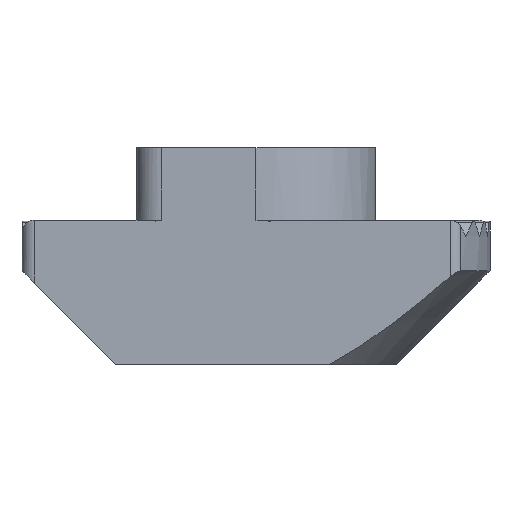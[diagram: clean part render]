
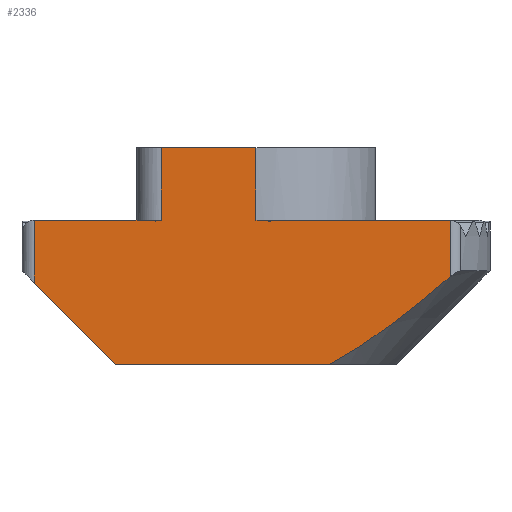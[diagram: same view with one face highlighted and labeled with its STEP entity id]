
A CAD part, front view. The second image highlights one B-rep face of the part: STEP entity #2336.
In plain terms, the highlighted planar face has unit normal (0, -1, 0).
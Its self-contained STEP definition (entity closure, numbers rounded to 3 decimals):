
#7 = EDGE_CURVE ( 'NONE', #1854, #510, #714, .T. ) ;
#48 = CARTESIAN_POINT ( 'NONE',  ( -9.5, -4.85, 5.85 ) ) ;
#53 = CARTESIAN_POINT ( 'NONE',  ( 3.445, -4.85, 0.237 ) ) ;
#112 = EDGE_CURVE ( 'NONE', #658, #179, #2152, .T. ) ;
#157 = VECTOR ( 'NONE', #1724, 1000. ) ;
#163 = VECTOR ( 'NONE', #1869, 1000. ) ;
#179 = VERTEX_POINT ( 'NONE', #1661 ) ;
#186 = CARTESIAN_POINT ( 'NONE',  ( -3.85, -4.85, 5.85 ) ) ;
#189 = EDGE_CURVE ( 'NONE', #2247, #1719, #822, .T. ) ;
#199 = ORIENTED_EDGE ( 'NONE', *, *, #1720, .F. ) ;
#231 = ORIENTED_EDGE ( 'NONE', *, *, #189, .T. ) ;
#273 = EDGE_CURVE ( 'NONE', #1738, #1854, #2058, .T. ) ;
#296 = VERTEX_POINT ( 'NONE', #186 ) ;
#325 = DIRECTION ( 'NONE',  ( 0., 1., 0. ) ) ;
#345 = EDGE_CURVE ( 'NONE', #506, #1339, #1032, .T. ) ;
#374 = EDGE_CURVE ( 'NONE', #296, #2247, #1467, .T. ) ;
#403 = ORIENTED_EDGE ( 'NONE', *, *, #374, .T. ) ;
#422 = CARTESIAN_POINT ( 'NONE',  ( -3.85, -4.85, 5.85 ) ) ;
#424 = LINE ( 'NONE', #2315, #1435 ) ;
#499 = DIRECTION ( 'NONE',  ( 1., 0., 0. ) ) ;
#506 = VERTEX_POINT ( 'NONE', #667 ) ;
#510 = VERTEX_POINT ( 'NONE', #675 ) ;
#522 = CARTESIAN_POINT ( 'NONE',  ( -9.5, -4.85, 5.85 ) ) ;
#641 = VECTOR ( 'NONE', #499, 1000. ) ;
#658 = VERTEX_POINT ( 'NONE', #1103 ) ;
#667 = CARTESIAN_POINT ( 'NONE',  ( 7.879, -4.85, 5.85 ) ) ;
#675 = CARTESIAN_POINT ( 'NONE',  ( 7.879, -4.85, 3.552 ) ) ;
#709 = ORIENTED_EDGE ( 'NONE', *, *, #1461, .T. ) ;
#714 = B_SPLINE_CURVE_WITH_KNOTS ( 'NONE', 3,
 ( #1112, #53, #1090, #1171, #1404, #1255, #1080, #1031 ),
 .UNSPECIFIED., .F., .F.,
 ( 4, 2, 2, 4 ),
 ( 0., 0.002, 0.003, 0.006 ),
 .UNSPECIFIED. ) ;
#748 = ORIENTED_EDGE ( 'NONE', *, *, #7, .T. ) ;
#803 = ORIENTED_EDGE ( 'NONE', *, *, #273, .T. ) ;
#813 = CARTESIAN_POINT ( 'NONE',  ( 2.995, -4.85, 0. ) ) ;
#822 = LINE ( 'NONE', #1311, #1271 ) ;
#917 = LINE ( 'NONE', #2232, #1832 ) ;
#955 = DIRECTION ( 'NONE',  ( 0., 0., -1. ) ) ;
#1017 = DIRECTION ( 'NONE',  ( 0., 0., 1. ) ) ;
#1031 = CARTESIAN_POINT ( 'NONE',  ( 7.879, -4.85, 3.552 ) ) ;
#1032 = LINE ( 'NONE', #48, #1951 ) ;
#1037 = DIRECTION ( 'NONE',  ( 0.707, 0., -0.707 ) ) ;
#1080 = CARTESIAN_POINT ( 'NONE',  ( 7.111, -4.85, 2.898 ) ) ;
#1090 = CARTESIAN_POINT ( 'NONE',  ( 3.876, -4.85, 0.5 ) ) ;
#1103 = CARTESIAN_POINT ( 'NONE',  ( 0., -4.85, 8.8 ) ) ;
#1112 = CARTESIAN_POINT ( 'NONE',  ( 2.995, -4.85, 0. ) ) ;
#1119 = CARTESIAN_POINT ( 'NONE',  ( -9.5, -4.85, 0. ) ) ;
#1138 = CARTESIAN_POINT ( 'NONE',  ( -9., -4.85, 3.3 ) ) ;
#1171 = CARTESIAN_POINT ( 'NONE',  ( 4.716, -4.85, 1.057 ) ) ;
#1255 = CARTESIAN_POINT ( 'NONE',  ( 6.332, -4.85, 2.258 ) ) ;
#1271 = VECTOR ( 'NONE', #1293, 1000. ) ;
#1276 = CARTESIAN_POINT ( 'NONE',  ( -9.5, -4.85, 5.9 ) ) ;
#1293 = DIRECTION ( 'NONE',  ( 0., 0., -1. ) ) ;
#1311 = CARTESIAN_POINT ( 'NONE',  ( -9., -4.85, 5.9 ) ) ;
#1327 = CARTESIAN_POINT ( 'NONE',  ( -5.7, -4.85, 0. ) ) ;
#1339 = VERTEX_POINT ( 'NONE', #1901 ) ;
#1380 = EDGE_CURVE ( 'NONE', #179, #296, #1601, .T. ) ;
#1403 = EDGE_CURVE ( 'NONE', #510, #506, #1542, .T. ) ;
#1404 = CARTESIAN_POINT ( 'NONE',  ( 5.125, -4.85, 1.351 ) ) ;
#1435 = VECTOR ( 'NONE', #1037, 1000. ) ;
#1461 = EDGE_CURVE ( 'NONE', #1719, #1738, #424, .T. ) ;
#1467 = LINE ( 'NONE', #522, #1891 ) ;
#1542 = LINE ( 'NONE', #2105, #2027 ) ;
#1550 = ORIENTED_EDGE ( 'NONE', *, *, #1380, .T. ) ;
#1597 = CARTESIAN_POINT ( 'NONE',  ( -9., -4.85, 5.85 ) ) ;
#1601 = LINE ( 'NONE', #422, #157 ) ;
#1620 = DIRECTION ( 'NONE',  ( -1., 0., 0. ) ) ;
#1633 = DIRECTION ( 'NONE',  ( 0., 0., 1. ) ) ;
#1661 = CARTESIAN_POINT ( 'NONE',  ( -3.85, -4.85, 8.8 ) ) ;
#1673 = ORIENTED_EDGE ( 'NONE', *, *, #345, .T. ) ;
#1694 = AXIS2_PLACEMENT_3D ( 'NONE', #1276, #325, #1633 ) ;
#1719 = VERTEX_POINT ( 'NONE', #1138 ) ;
#1720 = EDGE_CURVE ( 'NONE', #658, #1339, #917, .T. ) ;
#1724 = DIRECTION ( 'NONE',  ( 0., 0., -1. ) ) ;
#1738 = VERTEX_POINT ( 'NONE', #1327 ) ;
#1788 = EDGE_LOOP ( 'NONE', ( #1970, #1550, #403, #231, #709, #803, #748, #2165, #1673, #199 ) ) ;
#1832 = VECTOR ( 'NONE', #955, 1000. ) ;
#1854 = VERTEX_POINT ( 'NONE', #813 ) ;
#1869 = DIRECTION ( 'NONE',  ( -1., 0., 0. ) ) ;
#1891 = VECTOR ( 'NONE', #1620, 1000. ) ;
#1901 = CARTESIAN_POINT ( 'NONE',  ( 0., -4.85, 5.85 ) ) ;
#1937 = CARTESIAN_POINT ( 'NONE',  ( 0., -4.85, 8.8 ) ) ;
#1951 = VECTOR ( 'NONE', #2082, 1000. ) ;
#1970 = ORIENTED_EDGE ( 'NONE', *, *, #112, .T. ) ;
#1998 = PLANE ( 'NONE',  #1694 ) ;
#2025 = FACE_OUTER_BOUND ( 'NONE', #1788, .T. ) ;
#2027 = VECTOR ( 'NONE', #1017, 1000. ) ;
#2058 = LINE ( 'NONE', #1119, #641 ) ;
#2082 = DIRECTION ( 'NONE',  ( -1., 0., 0. ) ) ;
#2105 = CARTESIAN_POINT ( 'NONE',  ( 7.879, -4.85, 5.9 ) ) ;
#2152 = LINE ( 'NONE', #1937, #163 ) ;
#2165 = ORIENTED_EDGE ( 'NONE', *, *, #1403, .T. ) ;
#2232 = CARTESIAN_POINT ( 'NONE',  ( 0., -4.85, 8.8 ) ) ;
#2247 = VERTEX_POINT ( 'NONE', #1597 ) ;
#2315 = CARTESIAN_POINT ( 'NONE',  ( -9.5, -4.85, 3.8 ) ) ;
#2336 = ADVANCED_FACE ( 'NONE', ( #2025 ), #1998, .F. ) ;
